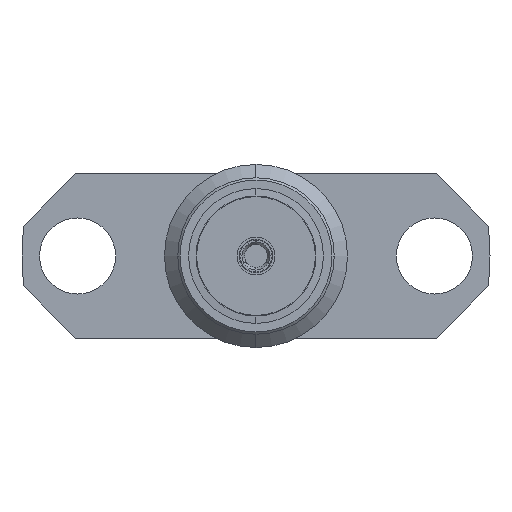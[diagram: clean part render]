
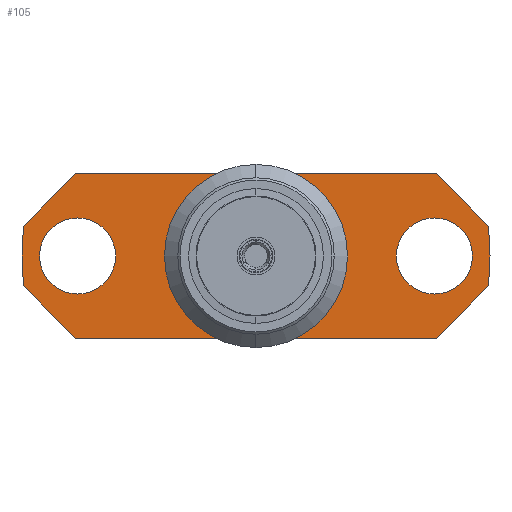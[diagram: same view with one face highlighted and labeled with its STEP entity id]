
A CAD part, left-side view. The second image highlights one B-rep face of the part: STEP entity #105.
In plain terms, the highlighted planar face has unit normal (-1, 0, 0).
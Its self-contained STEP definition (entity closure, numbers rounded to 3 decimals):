
#105=ADVANCED_FACE('NONE',(#274,#275,#276,#277),#278,.T.);
#274=FACE_OUTER_BOUND('',#495,.T.);
#275=FACE_BOUND('',#496,.T.);
#276=FACE_BOUND('',#497,.T.);
#277=FACE_BOUND('',#498,.T.);
#278=PLANE('',#499);
#495=EDGE_LOOP('',(#1196,#1197,#1198,#1199,#1200,#1201,#1202,#1203,#1204,#1205));
#496=EDGE_LOOP('',(#1206,#1207));
#497=EDGE_LOOP('',(#1208,#1209));
#498=EDGE_LOOP('',(#1210,#1211));
#499=AXIS2_PLACEMENT_3D('',#1212,#1213,#1214);
#1196=ORIENTED_EDGE('',*,*,#1683,.T.);
#1197=ORIENTED_EDGE('',*,*,#1622,.T.);
#1198=ORIENTED_EDGE('',*,*,#1684,.T.);
#1199=ORIENTED_EDGE('',*,*,#1673,.T.);
#1200=ORIENTED_EDGE('',*,*,#1674,.T.);
#1201=ORIENTED_EDGE('',*,*,#1624,.T.);
#1202=ORIENTED_EDGE('',*,*,#1676,.T.);
#1203=ORIENTED_EDGE('',*,*,#1678,.T.);
#1204=ORIENTED_EDGE('',*,*,#1680,.T.);
#1205=ORIENTED_EDGE('',*,*,#1681,.T.);
#1206=ORIENTED_EDGE('',*,*,#1591,.T.);
#1207=ORIENTED_EDGE('',*,*,#1693,.T.);
#1208=ORIENTED_EDGE('',*,*,#1614,.T.);
#1209=ORIENTED_EDGE('',*,*,#1686,.T.);
#1210=ORIENTED_EDGE('',*,*,#1618,.T.);
#1211=ORIENTED_EDGE('',*,*,#1685,.T.);
#1212=CARTESIAN_POINT('',(6.02,-8.096,-2.825));
#1213=DIRECTION('',(-1.0,0.0,0.0));
#1214=DIRECTION('',(0.0,0.0,1.0));
#1591=EDGE_CURVE('NONE',#1880,#1882,#1884,.T.);
#1614=EDGE_CURVE('NONE',#1924,#1928,#1930,.T.);
#1618=EDGE_CURVE('NONE',#1932,#1936,#1938,.T.);
#1622=EDGE_CURVE('NONE',#1940,#1944,#1946,.T.);
#1624=EDGE_CURVE('NONE',#1950,#1947,#1951,.T.);
#1673=EDGE_CURVE('NONE',#2023,#2025,#2027,.T.);
#1674=EDGE_CURVE('NONE',#2025,#1950,#2028,.T.);
#1676=EDGE_CURVE('NONE',#1947,#2029,#2031,.T.);
#1678=EDGE_CURVE('NONE',#2029,#2032,#2034,.T.);
#1680=EDGE_CURVE('NONE',#2032,#2035,#2037,.T.);
#1681=EDGE_CURVE('NONE',#2035,#2038,#2039,.T.);
#1683=EDGE_CURVE('NONE',#2038,#1940,#2041,.T.);
#1684=EDGE_CURVE('NONE',#1944,#2023,#2042,.T.);
#1685=EDGE_CURVE('NONE',#1936,#1932,#2043,.T.);
#1686=EDGE_CURVE('NONE',#1928,#1924,#2044,.T.);
#1693=EDGE_CURVE('NONE',#1882,#1880,#2053,.T.);
#1880=VERTEX_POINT('NONE',#2501);
#1882=VERTEX_POINT('',#2504);
#1884=CIRCLE('',#2507,2.7);
#1924=VERTEX_POINT('NONE',#2601);
#1928=VERTEX_POINT('',#2606);
#1930=CIRCLE('',#2609,1.3);
#1932=VERTEX_POINT('NONE',#2611);
#1936=VERTEX_POINT('',#2616);
#1938=CIRCLE('',#2619,1.3);
#1940=VERTEX_POINT('',#2621);
#1944=VERTEX_POINT('NONE',#2626);
#1946=CIRCLE('',#2629,8.0);
#1947=VERTEX_POINT('',#2630);
#1950=VERTEX_POINT('NONE',#2634);
#1951=CIRCLE('',#2635,8.0);
#2023=VERTEX_POINT('NONE',#2766);
#2025=VERTEX_POINT('NONE',#2769);
#2027=LINE('',#2772,#2773);
#2028=LINE('',#2774,#2775);
#2029=VERTEX_POINT('NONE',#2776);
#2031=CIRCLE('',#2779,8.0);
#2032=VERTEX_POINT('NONE',#2780);
#2034=LINE('',#2783,#2784);
#2035=VERTEX_POINT('NONE',#2785);
#2037=LINE('',#2788,#2789);
#2038=VERTEX_POINT('NONE',#2790);
#2039=LINE('',#2791,#2792);
#2041=CIRCLE('',#2795,8.0);
#2042=LINE('',#2796,#2797);
#2043=CIRCLE('',#2798,1.3);
#2044=CIRCLE('',#2799,1.3);
#2053=CIRCLE('',#2808,2.7);
#2501=CARTESIAN_POINT('',(6.02,0.0,-2.7));
#2504=CARTESIAN_POINT('',(6.02,0.,2.7));
#2507=AXIS2_PLACEMENT_3D('',#3345,#3346,#3347);
#2601=CARTESIAN_POINT('',(6.02,7.4,0.0));
#2606=CARTESIAN_POINT('',(6.02,4.8,0.));
#2609=AXIS2_PLACEMENT_3D('',#3379,#3380,#3381);
#2611=CARTESIAN_POINT('',(6.02,-4.8,0.0));
#2616=CARTESIAN_POINT('',(6.02,-7.4,0.));
#2619=AXIS2_PLACEMENT_3D('',#3387,#3388,#3389);
#2621=CARTESIAN_POINT('',(6.02,-8.0,0.));
#2626=CARTESIAN_POINT('',(6.02,-7.931,1.049));
#2629=AXIS2_PLACEMENT_3D('',#3395,#3396,#3397);
#2630=CARTESIAN_POINT('',(6.02,8.0,0.));
#2634=CARTESIAN_POINT('',(6.02,7.931,1.049));
#2635=AXIS2_PLACEMENT_3D('',#3399,#3400,#3401);
#2766=CARTESIAN_POINT('',(6.02,-6.155,2.825));
#2769=CARTESIAN_POINT('',(6.02,6.155,2.825));
#2772=CARTESIAN_POINT('',(6.02,0.0,2.825));
#2773=VECTOR('',#3492,1000.0);
#2774=CARTESIAN_POINT('',(6.02,6.155,2.825));
#2775=VECTOR('',#3493,1000.0);
#2776=CARTESIAN_POINT('',(6.02,7.931,-1.049));
#2779=AXIS2_PLACEMENT_3D('',#3495,#3496,#3497);
#2780=CARTESIAN_POINT('',(6.02,6.155,-2.825));
#2783=CARTESIAN_POINT('',(6.02,7.931,-1.049));
#2784=VECTOR('',#3499,1000.0);
#2785=CARTESIAN_POINT('',(6.02,-6.155,-2.825));
#2788=CARTESIAN_POINT('',(6.02,0.0,-2.825));
#2789=VECTOR('',#3501,1000.0);
#2790=CARTESIAN_POINT('',(6.02,-7.931,-1.049));
#2791=CARTESIAN_POINT('',(6.02,-6.155,-2.825));
#2792=VECTOR('',#3502,1000.0);
#2795=AXIS2_PLACEMENT_3D('',#3504,#3505,#3506);
#2796=CARTESIAN_POINT('',(6.02,-7.931,1.049));
#2797=VECTOR('',#3507,1000.0);
#2798=AXIS2_PLACEMENT_3D('',#3508,#3509,#3510);
#2799=AXIS2_PLACEMENT_3D('',#3511,#3512,#3513);
#2808=AXIS2_PLACEMENT_3D('',#3532,#3533,#3534);
#3345=CARTESIAN_POINT('',(6.02,0.0,0.0));
#3346=DIRECTION('',(1.0,0.0,0.0));
#3347=DIRECTION('',(0.0,0.0,-1.0));
#3379=CARTESIAN_POINT('',(6.02,6.1,0.0));
#3380=DIRECTION('',(1.0,0.0,-0.0));
#3381=DIRECTION('',(0.0,1.0,0.0));
#3387=CARTESIAN_POINT('',(6.02,-6.1,0.0));
#3388=DIRECTION('',(1.0,0.0,-0.0));
#3389=DIRECTION('',(0.0,1.0,0.0));
#3395=CARTESIAN_POINT('',(6.02,0.,0.0));
#3396=DIRECTION('',(-1.0,0.0,0.0));
#3397=DIRECTION('',(0.0,-1.0,0.0));
#3399=CARTESIAN_POINT('',(6.02,0.,0.0));
#3400=DIRECTION('',(-1.0,0.0,0.0));
#3401=DIRECTION('',(0.0,-1.0,0.0));
#3492=DIRECTION('',(0.0,1.0,0.0));
#3493=DIRECTION('',(0.0,0.707,-0.707));
#3495=CARTESIAN_POINT('',(6.02,0.,0.0));
#3496=DIRECTION('',(-1.0,0.0,0.0));
#3497=DIRECTION('',(0.0,-1.0,0.0));
#3499=DIRECTION('',(0.0,-0.707,-0.707));
#3501=DIRECTION('',(-0.0,-1.0,-0.0));
#3502=DIRECTION('',(0.0,-0.707,0.707));
#3504=CARTESIAN_POINT('',(6.02,0.,0.0));
#3505=DIRECTION('',(-1.0,0.0,0.0));
#3506=DIRECTION('',(0.0,-1.0,0.0));
#3507=DIRECTION('',(0.0,0.707,0.707));
#3508=CARTESIAN_POINT('',(6.02,-6.1,0.0));
#3509=DIRECTION('',(1.0,0.0,-0.0));
#3510=DIRECTION('',(0.0,1.0,0.0));
#3511=CARTESIAN_POINT('',(6.02,6.1,0.0));
#3512=DIRECTION('',(1.0,0.0,-0.0));
#3513=DIRECTION('',(0.0,1.0,0.0));
#3532=CARTESIAN_POINT('',(6.02,0.0,0.0));
#3533=DIRECTION('',(1.0,0.0,0.0));
#3534=DIRECTION('',(0.0,0.0,-1.0));
